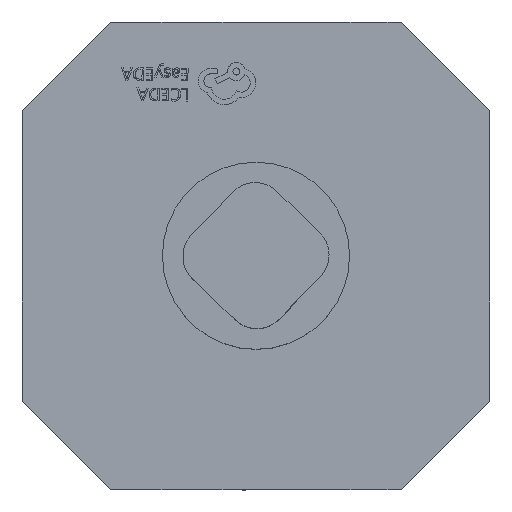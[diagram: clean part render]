
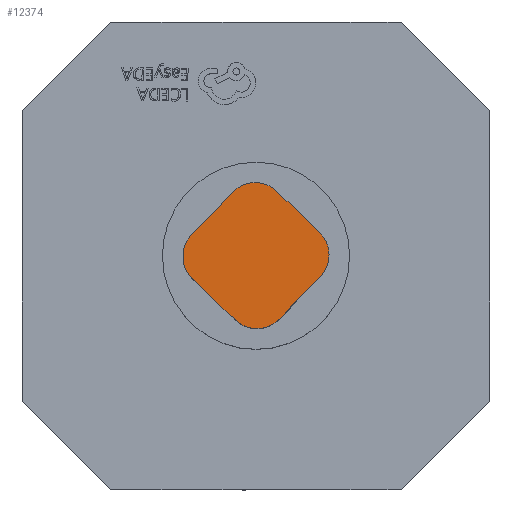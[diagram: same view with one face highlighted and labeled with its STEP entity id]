
A CAD part, top view. The second image highlights one B-rep face of the part: STEP entity #12374.
In plain terms, the highlighted planar face has unit normal (0, 0, 1).
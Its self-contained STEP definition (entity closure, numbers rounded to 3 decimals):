
#625 = EDGE_CURVE ( 'NONE', #11294, #19612, #2289, .T. ) ;
#1259 = ORIENTED_EDGE ( 'NONE', *, *, #16303, .T. ) ;
#1366 = VERTEX_POINT ( 'NONE', #3417 ) ;
#1768 = EDGE_CURVE ( 'NONE', #9381, #11294, #8620, .T. ) ;
#1964 = ORIENTED_EDGE ( 'NONE', *, *, #13801, .T. ) ;
#2282 = ORIENTED_EDGE ( 'NONE', *, *, #1768, .T. ) ;
#2289 = CIRCLE ( 'NONE', #3946, 0.5 ) ;
#2839 = DIRECTION ( 'NONE',  ( 0., 0., -1. ) ) ;
#3027 = EDGE_CURVE ( 'NONE', #9588, #1366, #12253, .T. ) ;
#3417 = CARTESIAN_POINT ( 'NONE',  ( -1.018, -0.373, 5. ) ) ;
#3610 = VECTOR ( 'NONE', #15461, 1000. ) ;
#3946 = AXIS2_PLACEMENT_3D ( 'NONE', #9885, #8203, #10089 ) ;
#4277 = AXIS2_PLACEMENT_3D ( 'NONE', #6485, #11197, #17665 ) ;
#4399 = CARTESIAN_POINT ( 'NONE',  ( 0., 0., 5. ) ) ;
#4412 = DIRECTION ( 'NONE',  ( 1., 0., 0. ) ) ;
#5535 = CARTESIAN_POINT ( 'NONE',  ( 0.373, -1.018, 5. ) ) ;
#5757 = FACE_OUTER_BOUND ( 'NONE', #18354, .T. ) ;
#5949 = LINE ( 'NONE', #14078, #9813 ) ;
#6066 = LINE ( 'NONE', #15473, #17470 ) ;
#6453 = CARTESIAN_POINT ( 'NONE',  ( 1.032, -0.334, 5. ) ) ;
#6485 = CARTESIAN_POINT ( 'NONE',  ( 0.013, -0.672, 5. ) ) ;
#8203 = DIRECTION ( 'NONE',  ( 0., 0., 1. ) ) ;
#8620 = CIRCLE ( 'NONE', #20294, 0.5 ) ;
#8630 = CARTESIAN_POINT ( 'NONE',  ( -0.334, -1.032, 5. ) ) ;
#8780 = ORIENTED_EDGE ( 'NONE', *, *, #19083, .T. ) ;
#8880 = CIRCLE ( 'NONE', #9925, 0.5 ) ;
#9103 = ORIENTED_EDGE ( 'NONE', *, *, #16461, .T. ) ;
#9279 = EDGE_CURVE ( 'NONE', #1366, #13276, #5949, .T. ) ;
#9317 = CARTESIAN_POINT ( 'NONE',  ( -0.013, 0.672, 5. ) ) ;
#9381 = VERTEX_POINT ( 'NONE', #6453 ) ;
#9588 = VERTEX_POINT ( 'NONE', #17304 ) ;
#9698 = VERTEX_POINT ( 'NONE', #15178 ) ;
#9813 = VECTOR ( 'NONE', #11065, 1000. ) ;
#9881 = AXIS2_PLACEMENT_3D ( 'NONE', #4399, #2839, #10866 ) ;
#9885 = CARTESIAN_POINT ( 'NONE',  ( 0.672, 0.013, 5. ) ) ;
#9925 = AXIS2_PLACEMENT_3D ( 'NONE', #9317, #12422, #18784 ) ;
#10087 = ORIENTED_EDGE ( 'NONE', *, *, #3027, .T. ) ;
#10089 = DIRECTION ( 'NONE',  ( 1., 0., 0. ) ) ;
#10300 = CARTESIAN_POINT ( 'NONE',  ( 0.026, -1.379, 5. ) ) ;
#10409 = ORIENTED_EDGE ( 'NONE', *, *, #625, .T. ) ;
#10608 = AXIS2_PLACEMENT_3D ( 'NONE', #10899, #13708, #12443 ) ;
#10866 = DIRECTION ( 'NONE',  ( 1., 0., 0. ) ) ;
#10899 = CARTESIAN_POINT ( 'NONE',  ( -0.672, -0.013, 5. ) ) ;
#10970 = CARTESIAN_POINT ( 'NONE',  ( -0.026, 1.379, 5. ) ) ;
#11065 = DIRECTION ( 'NONE',  ( 0.72, -0.694, 0. ) ) ;
#11197 = DIRECTION ( 'NONE',  ( 0., 0., 1. ) ) ;
#11294 = VERTEX_POINT ( 'NONE', #14985 ) ;
#12131 = PLANE ( 'NONE',  #9881 ) ;
#12253 = CIRCLE ( 'NONE', #10608, 0.5 ) ;
#12335 = DIRECTION ( 'NONE',  ( -0.694, -0.72, 0. ) ) ;
#12374 = ADVANCED_FACE ( 'NONE', ( #5757 ), #12131, .F. ) ;
#12422 = DIRECTION ( 'NONE',  ( 0., 0., 1. ) ) ;
#12443 = DIRECTION ( 'NONE',  ( 1., 0., 0. ) ) ;
#13276 = VERTEX_POINT ( 'NONE', #8630 ) ;
#13708 = DIRECTION ( 'NONE',  ( 0., 0., 1. ) ) ;
#13801 = EDGE_CURVE ( 'NONE', #18823, #9698, #8880, .T. ) ;
#13859 = VECTOR ( 'NONE', #18108, 1000. ) ;
#14004 = CARTESIAN_POINT ( 'NONE',  ( 0.672, 0.013, 5. ) ) ;
#14078 = CARTESIAN_POINT ( 'NONE',  ( -1.379, -0.026, 5. ) ) ;
#14127 = ORIENTED_EDGE ( 'NONE', *, *, #17085, .T. ) ;
#14611 = CIRCLE ( 'NONE', #4277, 0.5 ) ;
#14985 = CARTESIAN_POINT ( 'NONE',  ( 1.172, 0.013, 5. ) ) ;
#15178 = CARTESIAN_POINT ( 'NONE',  ( -0.373, 1.018, 5. ) ) ;
#15461 = DIRECTION ( 'NONE',  ( -0.72, 0.694, 0. ) ) ;
#15473 = CARTESIAN_POINT ( 'NONE',  ( -1.379, -0.026, 5. ) ) ;
#16260 = LINE ( 'NONE', #10300, #13859 ) ;
#16303 = EDGE_CURVE ( 'NONE', #13276, #20097, #14611, .T. ) ;
#16461 = EDGE_CURVE ( 'NONE', #19612, #18823, #18776, .T. ) ;
#16665 = CARTESIAN_POINT ( 'NONE',  ( 0.334, 1.032, 5. ) ) ;
#17085 = EDGE_CURVE ( 'NONE', #20097, #9381, #16260, .T. ) ;
#17304 = CARTESIAN_POINT ( 'NONE',  ( -1.032, 0.334, 5. ) ) ;
#17446 = DIRECTION ( 'NONE',  ( 0., 0., 1. ) ) ;
#17470 = VECTOR ( 'NONE', #12335, 1000. ) ;
#17665 = DIRECTION ( 'NONE',  ( 1., 0., 0. ) ) ;
#18108 = DIRECTION ( 'NONE',  ( 0.694, 0.72, 0. ) ) ;
#18354 = EDGE_LOOP ( 'NONE', ( #9103, #1964, #8780, #10087, #19631, #1259, #14127, #2282, #10409 ) ) ;
#18545 = CARTESIAN_POINT ( 'NONE',  ( 1.018, 0.373, 5. ) ) ;
#18776 = LINE ( 'NONE', #10970, #3610 ) ;
#18784 = DIRECTION ( 'NONE',  ( 1., 0., 0. ) ) ;
#18823 = VERTEX_POINT ( 'NONE', #16665 ) ;
#19083 = EDGE_CURVE ( 'NONE', #9698, #9588, #6066, .T. ) ;
#19612 = VERTEX_POINT ( 'NONE', #18545 ) ;
#19631 = ORIENTED_EDGE ( 'NONE', *, *, #9279, .T. ) ;
#20097 = VERTEX_POINT ( 'NONE', #5535 ) ;
#20294 = AXIS2_PLACEMENT_3D ( 'NONE', #14004, #17446, #4412 ) ;
